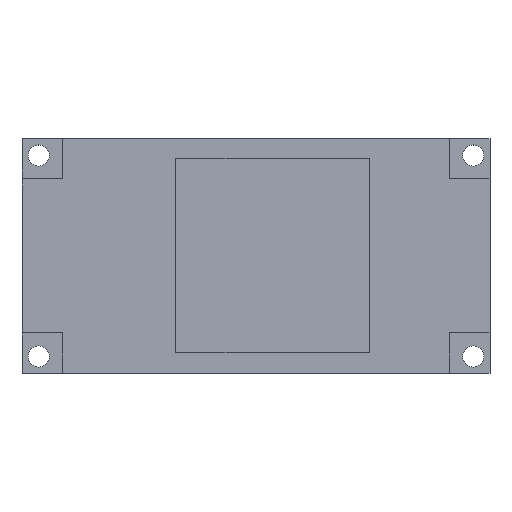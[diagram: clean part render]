
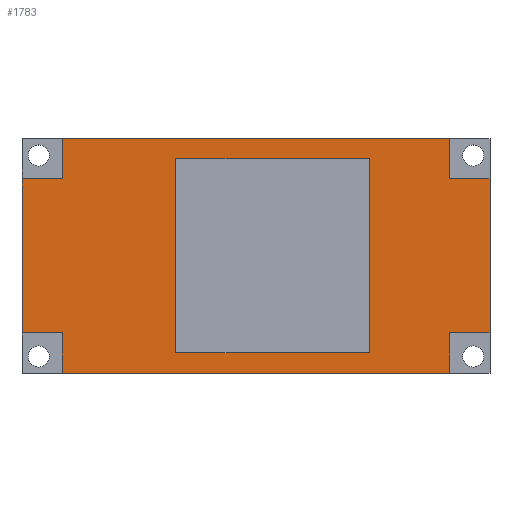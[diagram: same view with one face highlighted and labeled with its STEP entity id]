
A CAD part, top view. The second image highlights one B-rep face of the part: STEP entity #1783.
In plain terms, the highlighted planar face has unit normal (0, 0, 1).
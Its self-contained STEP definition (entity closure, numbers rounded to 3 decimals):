
#23 = VERTEX_POINT ( 'NONE', #4206 ) ;
#29 = ORIENTED_EDGE ( 'NONE', *, *, #436, .T. ) ;
#46 = LINE ( 'NONE', #2401, #2785 ) ;
#63 = FACE_OUTER_BOUND ( 'NONE', #3266, .T. ) ;
#95 = VERTEX_POINT ( 'NONE', #1014 ) ;
#115 = VECTOR ( 'NONE', #5025, 1000. ) ;
#178 = ORIENTED_EDGE ( 'NONE', *, *, #5171, .T. ) ;
#199 = CARTESIAN_POINT ( 'NONE',  ( 0., 6., 9.14 ) ) ;
#248 = VECTOR ( 'NONE', #3449, 1000. ) ;
#250 = LINE ( 'NONE', #756, #4998 ) ;
#327 = VERTEX_POINT ( 'NONE', #3982 ) ;
#436 = EDGE_CURVE ( 'NONE', #327, #3401, #6075, .T. ) ;
#510 = DIRECTION ( 'NONE',  ( 0., 1., 0. ) ) ;
#515 = DIRECTION ( 'NONE',  ( 1., 0., 0. ) ) ;
#581 = CARTESIAN_POINT ( 'NONE',  ( 6., 6., 9.14 ) ) ;
#625 = CARTESIAN_POINT ( 'NONE',  ( 70., 29.03, 9.14 ) ) ;
#697 = CARTESIAN_POINT ( 'NONE',  ( 64., 6., 9.14 ) ) ;
#709 = LINE ( 'NONE', #2660, #5733 ) ;
#756 = CARTESIAN_POINT ( 'NONE',  ( 23., 3., 9.14 ) ) ;
#842 = VECTOR ( 'NONE', #1295, 1000. ) ;
#879 = LINE ( 'NONE', #1104, #115 ) ;
#901 = VERTEX_POINT ( 'NONE', #1960 ) ;
#954 = PLANE ( 'NONE',  #5503 ) ;
#959 = ORIENTED_EDGE ( 'NONE', *, *, #1982, .T. ) ;
#961 = LINE ( 'NONE', #4873, #1732 ) ;
#982 = CARTESIAN_POINT ( 'NONE',  ( 35., 17.515, 9.14 ) ) ;
#1014 = CARTESIAN_POINT ( 'NONE',  ( 6., 6., 9.14 ) ) ;
#1104 = CARTESIAN_POINT ( 'NONE',  ( 52., 32.03, 9.14 ) ) ;
#1143 = CARTESIAN_POINT ( 'NONE',  ( 6., 0., 9.14 ) ) ;
#1206 = CARTESIAN_POINT ( 'NONE',  ( 6., 35.03, 9.14 ) ) ;
#1238 = LINE ( 'NONE', #697, #4931 ) ;
#1293 = EDGE_CURVE ( 'NONE', #2887, #2178, #1436, .T. ) ;
#1295 = DIRECTION ( 'NONE',  ( 0., -1., 0. ) ) ;
#1307 = ORIENTED_EDGE ( 'NONE', *, *, #3200, .T. ) ;
#1351 = ORIENTED_EDGE ( 'NONE', *, *, #3694, .T. ) ;
#1363 = EDGE_CURVE ( 'NONE', #901, #2902, #961, .T. ) ;
#1436 = LINE ( 'NONE', #2424, #4890 ) ;
#1494 = DIRECTION ( 'NONE',  ( 1., 0., 0. ) ) ;
#1581 = DIRECTION ( 'NONE',  ( 0., 1., 0. ) ) ;
#1585 = DIRECTION ( 'NONE',  ( -1., 0., 0. ) ) ;
#1652 = LINE ( 'NONE', #4105, #3270 ) ;
#1700 = DIRECTION ( 'NONE',  ( -1., 0., 0. ) ) ;
#1712 = CARTESIAN_POINT ( 'NONE',  ( 52., 3., 9.14 ) ) ;
#1732 = VECTOR ( 'NONE', #1948, 1000. ) ;
#1740 = CARTESIAN_POINT ( 'NONE',  ( 52., 32.03, 9.14 ) ) ;
#1783 = ADVANCED_FACE ( 'NONE', ( #5787, #63 ), #954, .T. ) ;
#1805 = LINE ( 'NONE', #2259, #842 ) ;
#1895 = CARTESIAN_POINT ( 'NONE',  ( 23., 32.03, 9.14 ) ) ;
#1940 = EDGE_CURVE ( 'NONE', #5341, #6148, #1652, .T. ) ;
#1948 = DIRECTION ( 'NONE',  ( 0., -1., 0. ) ) ;
#1960 = CARTESIAN_POINT ( 'NONE',  ( 0., 29.03, 9.14 ) ) ;
#1982 = EDGE_CURVE ( 'NONE', #3401, #4802, #250, .T. ) ;
#2006 = EDGE_CURVE ( 'NONE', #2902, #95, #4228, .T. ) ;
#2029 = VERTEX_POINT ( 'NONE', #1740 ) ;
#2063 = LINE ( 'NONE', #625, #5094 ) ;
#2178 = VERTEX_POINT ( 'NONE', #4833 ) ;
#2210 = EDGE_CURVE ( 'NONE', #2029, #327, #879, .T. ) ;
#2225 = EDGE_CURVE ( 'NONE', #4526, #2887, #2063, .T. ) ;
#2259 = CARTESIAN_POINT ( 'NONE',  ( 6., 35.03, 9.14 ) ) ;
#2401 = CARTESIAN_POINT ( 'NONE',  ( 23., 32.03, 9.14 ) ) ;
#2424 = CARTESIAN_POINT ( 'NONE',  ( 64., 29.03, 9.14 ) ) ;
#2559 = ORIENTED_EDGE ( 'NONE', *, *, #1293, .T. ) ;
#2568 = LINE ( 'NONE', #2628, #2671 ) ;
#2622 = ORIENTED_EDGE ( 'NONE', *, *, #1940, .T. ) ;
#2628 = CARTESIAN_POINT ( 'NONE',  ( 70., 6., 9.14 ) ) ;
#2660 = CARTESIAN_POINT ( 'NONE',  ( 64., 35.03, 9.14 ) ) ;
#2671 = VECTOR ( 'NONE', #1581, 1000. ) ;
#2759 = EDGE_CURVE ( 'NONE', #4558, #5341, #5551, .T. ) ;
#2785 = VECTOR ( 'NONE', #515, 1000. ) ;
#2793 = DIRECTION ( 'NONE',  ( 1., 0., 0. ) ) ;
#2887 = VERTEX_POINT ( 'NONE', #4562 ) ;
#2895 = CARTESIAN_POINT ( 'NONE',  ( 6., 29.03, 9.14 ) ) ;
#2902 = VERTEX_POINT ( 'NONE', #199 ) ;
#2925 = DIRECTION ( 'NONE',  ( 0., 0., 1. ) ) ;
#2971 = CARTESIAN_POINT ( 'NONE',  ( 64., 0., 9.14 ) ) ;
#3006 = LINE ( 'NONE', #581, #248 ) ;
#3088 = CARTESIAN_POINT ( 'NONE',  ( 70., 29.03, 9.14 ) ) ;
#3102 = ORIENTED_EDGE ( 'NONE', *, *, #5814, .T. ) ;
#3133 = CARTESIAN_POINT ( 'NONE',  ( 6., 0., 9.14 ) ) ;
#3200 = EDGE_CURVE ( 'NONE', #4189, #901, #3944, .T. ) ;
#3266 = EDGE_LOOP ( 'NONE', ( #5381, #5705, #3429, #2622, #3102, #1351, #3298, #2559, #3621, #5769, #1307, #4274 ) ) ;
#3270 = VECTOR ( 'NONE', #5539, 1000. ) ;
#3298 = ORIENTED_EDGE ( 'NONE', *, *, #2225, .T. ) ;
#3401 = VERTEX_POINT ( 'NONE', #5056 ) ;
#3429 = ORIENTED_EDGE ( 'NONE', *, *, #2759, .T. ) ;
#3449 = DIRECTION ( 'NONE',  ( 0., -1., 0. ) ) ;
#3621 = ORIENTED_EDGE ( 'NONE', *, *, #5103, .T. ) ;
#3655 = DIRECTION ( 'NONE',  ( -1., 0., 0. ) ) ;
#3694 = EDGE_CURVE ( 'NONE', #23, #4526, #2568, .T. ) ;
#3878 = VECTOR ( 'NONE', #2793, 1000. ) ;
#3944 = LINE ( 'NONE', #2895, #5612 ) ;
#3982 = CARTESIAN_POINT ( 'NONE',  ( 52., 3., 9.14 ) ) ;
#4105 = CARTESIAN_POINT ( 'NONE',  ( 64., 0., 9.14 ) ) ;
#4152 = CARTESIAN_POINT ( 'NONE',  ( 64., 6., 9.14 ) ) ;
#4189 = VERTEX_POINT ( 'NONE', #4911 ) ;
#4206 = CARTESIAN_POINT ( 'NONE',  ( 70., 6., 9.14 ) ) ;
#4228 = LINE ( 'NONE', #6073, #3878 ) ;
#4274 = ORIENTED_EDGE ( 'NONE', *, *, #1363, .T. ) ;
#4279 = EDGE_CURVE ( 'NONE', #5821, #4189, #1805, .T. ) ;
#4526 = VERTEX_POINT ( 'NONE', #3088 ) ;
#4558 = VERTEX_POINT ( 'NONE', #1143 ) ;
#4562 = CARTESIAN_POINT ( 'NONE',  ( 64., 29.03, 9.14 ) ) ;
#4639 = DIRECTION ( 'NONE',  ( 0., 1., 0. ) ) ;
#4802 = VERTEX_POINT ( 'NONE', #1895 ) ;
#4833 = CARTESIAN_POINT ( 'NONE',  ( 64., 35.03, 9.14 ) ) ;
#4835 = DIRECTION ( 'NONE',  ( -1., 0., 0. ) ) ;
#4873 = CARTESIAN_POINT ( 'NONE',  ( 0., 29.03, 9.14 ) ) ;
#4890 = VECTOR ( 'NONE', #510, 1000. ) ;
#4911 = CARTESIAN_POINT ( 'NONE',  ( 6., 29.03, 9.14 ) ) ;
#4931 = VECTOR ( 'NONE', #5602, 1000. ) ;
#4998 = VECTOR ( 'NONE', #4639, 1000. ) ;
#5025 = DIRECTION ( 'NONE',  ( 0., -1., 0. ) ) ;
#5056 = CARTESIAN_POINT ( 'NONE',  ( 23., 3., 9.14 ) ) ;
#5094 = VECTOR ( 'NONE', #1585, 1000. ) ;
#5103 = EDGE_CURVE ( 'NONE', #2178, #5821, #709, .T. ) ;
#5171 = EDGE_CURVE ( 'NONE', #4802, #2029, #46, .T. ) ;
#5290 = EDGE_CURVE ( 'NONE', #95, #4558, #3006, .T. ) ;
#5341 = VERTEX_POINT ( 'NONE', #2971 ) ;
#5381 = ORIENTED_EDGE ( 'NONE', *, *, #2006, .T. ) ;
#5503 = AXIS2_PLACEMENT_3D ( 'NONE', #982, #2925, #1494 ) ;
#5539 = DIRECTION ( 'NONE',  ( 0., 1., 0. ) ) ;
#5551 = LINE ( 'NONE', #3133, #5812 ) ;
#5602 = DIRECTION ( 'NONE',  ( 1., 0., 0. ) ) ;
#5612 = VECTOR ( 'NONE', #4835, 1000. ) ;
#5679 = EDGE_LOOP ( 'NONE', ( #959, #178, #6025, #29 ) ) ;
#5705 = ORIENTED_EDGE ( 'NONE', *, *, #5290, .T. ) ;
#5733 = VECTOR ( 'NONE', #1700, 1000. ) ;
#5769 = ORIENTED_EDGE ( 'NONE', *, *, #4279, .T. ) ;
#5787 = FACE_BOUND ( 'NONE', #5679, .T. ) ;
#5812 = VECTOR ( 'NONE', #6029, 1000. ) ;
#5814 = EDGE_CURVE ( 'NONE', #6148, #23, #1238, .T. ) ;
#5821 = VERTEX_POINT ( 'NONE', #1206 ) ;
#6025 = ORIENTED_EDGE ( 'NONE', *, *, #2210, .T. ) ;
#6029 = DIRECTION ( 'NONE',  ( 1., 0., 0. ) ) ;
#6073 = CARTESIAN_POINT ( 'NONE',  ( 0., 6., 9.14 ) ) ;
#6075 = LINE ( 'NONE', #1712, #6110 ) ;
#6110 = VECTOR ( 'NONE', #3655, 1000. ) ;
#6148 = VERTEX_POINT ( 'NONE', #4152 ) ;
